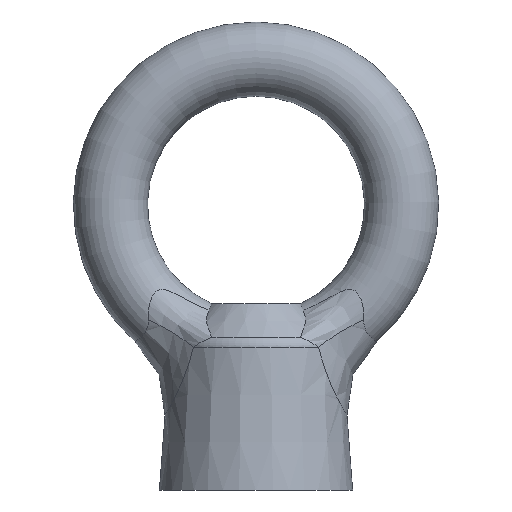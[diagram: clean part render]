
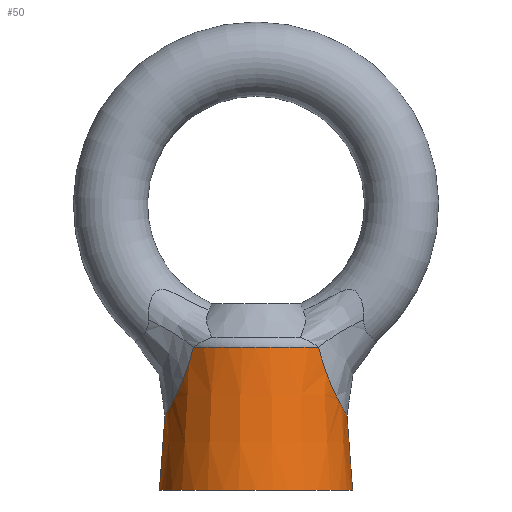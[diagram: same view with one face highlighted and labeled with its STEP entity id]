
A CAD part, front view. The second image highlights one B-rep face of the part: STEP entity #50.
In plain terms, the highlighted conical face has half-angle 4.289 degrees and reference radius 6.5 mm.
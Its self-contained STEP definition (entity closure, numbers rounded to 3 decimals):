
#44 = VERTEX_POINT ( 'NONE', #243 ) ;
#48 = VERTEX_POINT ( 'NONE', #470 ) ;
#50 = ADVANCED_FACE ( 'NONE', ( #449 ), #448, .T. ) ;
#51 = EDGE_LOOP ( 'NONE', ( #52, #53, #146, #101, #132, #133 ) ) ;
#52 = ORIENTED_EDGE ( 'NONE', *, *, #178, .F. ) ;
#53 = ORIENTED_EDGE ( 'NONE', *, *, #54, .T. ) ;
#54 = EDGE_CURVE ( 'NONE', #48, #44, #443, .T. ) ;
#101 = ORIENTED_EDGE ( 'NONE', *, *, #102, .T. ) ;
#102 = EDGE_CURVE ( 'NONE', #147, #165, #639, .T. ) ;
#132 = ORIENTED_EDGE ( 'NONE', *, *, #164, .T. ) ;
#133 = ORIENTED_EDGE ( 'NONE', *, *, #134, .F. ) ;
#134 = EDGE_CURVE ( 'NONE', #179, #162, #2499, .T. ) ;
#145 = EDGE_CURVE ( 'NONE', #44, #147, #3460, .T. ) ;
#146 = ORIENTED_EDGE ( 'NONE', *, *, #145, .T. ) ;
#147 = VERTEX_POINT ( 'NONE', #3461 ) ;
#162 = VERTEX_POINT ( 'NONE', #2676 ) ;
#164 = EDGE_CURVE ( 'NONE', #165, #162, #2662, .T. ) ;
#165 = VERTEX_POINT ( 'NONE', #2658 ) ;
#178 = EDGE_CURVE ( 'NONE', #48, #179, #3909, .T. ) ;
#179 = VERTEX_POINT ( 'NONE', #3905 ) ;
#243 = CARTESIAN_POINT ( 'NONE',  ( 4.215, -3.954, -9.592 ) ) ;
#422 = CARTESIAN_POINT ( 'NONE',  ( 4.215, -3.954, -9.592 ) ) ;
#423 = CARTESIAN_POINT ( 'NONE',  ( 4.349, -3.873, -10.15 ) ) ;
#424 = CARTESIAN_POINT ( 'NONE',  ( 4.51, -3.753, -10.689 ) ) ;
#425 = CARTESIAN_POINT ( 'NONE',  ( 4.788, -3.483, -11.464 ) ) ;
#426 = CARTESIAN_POINT ( 'NONE',  ( 4.887, -3.378, -11.717 ) ) ;
#427 = CARTESIAN_POINT ( 'NONE',  ( 5.089, -3.135, -12.198 ) ) ;
#428 = CARTESIAN_POINT ( 'NONE',  ( 5.193, -2.996, -12.427 ) ) ;
#429 = CARTESIAN_POINT ( 'NONE',  ( 5.4, -2.678, -12.862 ) ) ;
#430 = CARTESIAN_POINT ( 'NONE',  ( 5.504, -2.497, -13.067 ) ) ;
#431 = CARTESIAN_POINT ( 'NONE',  ( 5.697, -2.1, -13.432 ) ) ;
#432 = CARTESIAN_POINT ( 'NONE',  ( 5.786, -1.882, -13.594 ) ) ;
#433 = CARTESIAN_POINT ( 'NONE',  ( 5.944, -1.397, -13.871 ) ) ;
#434 = CARTESIAN_POINT ( 'NONE',  ( 6.01, -1.13, -13.983 ) ) ;
#435 = CARTESIAN_POINT ( 'NONE',  ( 6.077, -0.717, -14.095 ) ) ;
#436 = CARTESIAN_POINT ( 'NONE',  ( 6.094, -0.577, -14.124 ) ) ;
#437 = CARTESIAN_POINT ( 'NONE',  ( 6.117, -0.292, -14.162 ) ) ;
#438 = CARTESIAN_POINT ( 'NONE',  ( 6.123, -0.146, -14.172 ) ) ;
#441 = CARTESIAN_POINT ( 'NONE',  ( 6.123, 0., -14.172 ) ) ;
#443 = B_SPLINE_CURVE_WITH_KNOTS ( 'NONE', 3,
 ( #441, #438, #437, #436, #435, #434, #433, #432, #431, #430, #429, #428, #427, #426, #425, #424, #423, #422 ),
 .UNSPECIFIED., .F., .F.,
 ( 4, 2, 2, 2, 2, 2, 2, 2, 4 ),
 ( 0.007, 0.007, 0.008, 0.009, 0.009, 0.01, 0.011, 0.012, 0.014 ),
 .UNSPECIFIED. ) ;
#444 = DIRECTION ( 'NONE',  ( -1., 0., 0. ) ) ;
#445 = DIRECTION ( 'NONE',  ( 0., 0., -1. ) ) ;
#446 = CARTESIAN_POINT ( 'NONE',  ( 0., 0., -19.2 ) ) ;
#447 = AXIS2_PLACEMENT_3D ( 'NONE', #446, #445, #444 ) ;
#448 = CONICAL_SURFACE ( 'NONE', #447, 6.5, 0.075 ) ;
#449 = FACE_OUTER_BOUND ( 'NONE', #51, .T. ) ;
#470 = CARTESIAN_POINT ( 'NONE',  ( 6.123, 0., -14.172 ) ) ;
#491 = CARTESIAN_POINT ( 'NONE',  ( -6.123, 0., -14.172 ) ) ;
#492 = CARTESIAN_POINT ( 'NONE',  ( -6.123, -0.291, -14.172 ) ) ;
#493 = CARTESIAN_POINT ( 'NONE',  ( -6.099, -0.582, -14.132 ) ) ;
#494 = CARTESIAN_POINT ( 'NONE',  ( -6.01, -1.13, -13.983 ) ) ;
#495 = CARTESIAN_POINT ( 'NONE',  ( -5.944, -1.395, -13.872 ) ) ;
#496 = CARTESIAN_POINT ( 'NONE',  ( -5.787, -1.881, -13.595 ) ) ;
#497 = CARTESIAN_POINT ( 'NONE',  ( -5.696, -2.103, -13.43 ) ) ;
#498 = CARTESIAN_POINT ( 'NONE',  ( -5.501, -2.503, -13.062 ) ) ;
#499 = CARTESIAN_POINT ( 'NONE',  ( -5.397, -2.683, -12.856 ) ) ;
#500 = CARTESIAN_POINT ( 'NONE',  ( -5.191, -2.999, -12.423 ) ) ;
#501 = CARTESIAN_POINT ( 'NONE',  ( -5.087, -3.136, -12.194 ) ) ;
#639 = B_SPLINE_CURVE_WITH_KNOTS ( 'NONE', 3,
 ( #666, #665, #664, #663, #662, #501, #500, #499, #498, #497, #496, #495, #494, #493, #492, #491 ),
 .UNSPECIFIED., .F., .F.,
 ( 4, 2, 2, 2, 2, 2, 2, 4 ),
 ( 0., 0.002, 0.003, 0.003, 0.004, 0.005, 0.006, 0.007 ),
 .UNSPECIFIED. ) ;
#662 = CARTESIAN_POINT ( 'NONE',  ( -4.886, -3.379, -11.716 ) ) ;
#663 = CARTESIAN_POINT ( 'NONE',  ( -4.788, -3.484, -11.464 ) ) ;
#664 = CARTESIAN_POINT ( 'NONE',  ( -4.51, -3.753, -10.689 ) ) ;
#665 = CARTESIAN_POINT ( 'NONE',  ( -4.348, -3.873, -10.149 ) ) ;
#666 = CARTESIAN_POINT ( 'NONE',  ( -4.215, -3.954, -9.592 ) ) ;
#2495 = DIRECTION ( 'NONE',  ( -1., 0., 0. ) ) ;
#2496 = DIRECTION ( 'NONE',  ( 0., 0., -1. ) ) ;
#2497 = CARTESIAN_POINT ( 'NONE',  ( 0., 0., -19.2 ) ) ;
#2498 = AXIS2_PLACEMENT_3D ( 'NONE', #2497, #2496, #2495 ) ;
#2499 = CIRCLE ( 'NONE', #2498, 6.5 ) ;
#2658 = CARTESIAN_POINT ( 'NONE',  ( -6.123, 0., -14.172 ) ) ;
#2659 = DIRECTION ( 'NONE',  ( -0.075, 0., -0.997 ) ) ;
#2660 = VECTOR ( 'NONE', #2659, 1000. ) ;
#2661 = CARTESIAN_POINT ( 'NONE',  ( -6.5, 0., -19.2 ) ) ;
#2662 = LINE ( 'NONE', #2661, #2660 ) ;
#2676 = CARTESIAN_POINT ( 'NONE',  ( -6.5, 0., -19.2 ) ) ;
#3446 = DIRECTION ( 'NONE',  ( 1., 0., 0. ) ) ;
#3447 = DIRECTION ( 'NONE',  ( 0., 0., -1. ) ) ;
#3458 = CARTESIAN_POINT ( 'NONE',  ( 0., 0., -9.592 ) ) ;
#3459 = AXIS2_PLACEMENT_3D ( 'NONE', #3458, #3447, #3446 ) ;
#3460 = CIRCLE ( 'NONE', #3459, 5.779 ) ;
#3461 = CARTESIAN_POINT ( 'NONE',  ( -4.215, -3.954, -9.592 ) ) ;
#3905 = CARTESIAN_POINT ( 'NONE',  ( 6.5, 0., -19.2 ) ) ;
#3906 = DIRECTION ( 'NONE',  ( 0.075, 0., -0.997 ) ) ;
#3907 = VECTOR ( 'NONE', #3906, 1000. ) ;
#3908 = CARTESIAN_POINT ( 'NONE',  ( 6.5, 0., -19.2 ) ) ;
#3909 = LINE ( 'NONE', #3908, #3907 ) ;
